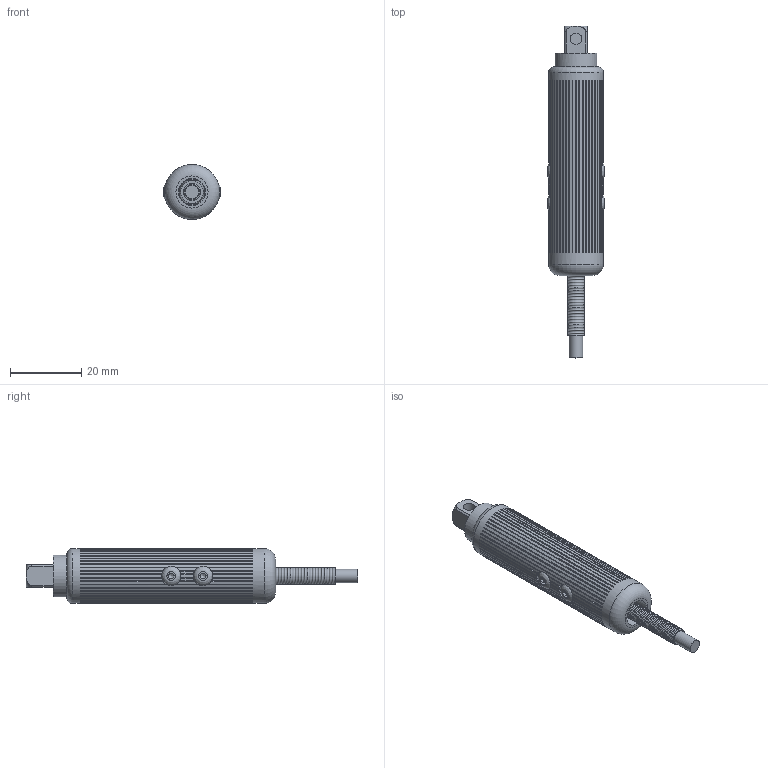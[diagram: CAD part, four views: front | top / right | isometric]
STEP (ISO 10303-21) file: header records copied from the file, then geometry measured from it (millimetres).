
FILE_DESCRIPTION(/* description */ ('TAT200'),/* implementation_level */ '2;1');
FILE_NAME(/* name */ 'TAT200.stp',/* time_stamp */ '2016-02-26T11:10:08-08:00',/* author */ ('J. Ruiz'),/* organization */ ('FUTEK'),/* preprocessor_version */ 'ST-DEVELOPER v15.6',/* originating_system */ 'Autodesk Inventor 2015',/* authorisation */ '');
FILE_SCHEMA (('AUTOMOTIVE_DESIGN { 1 0 10303 214 3 1 1 }'));
Length unit declared in the file: inch
Products named in the file (1): FI1141-A
Bounding box: 15.82 x 92.92 x 15.37 mm (x, y, z)
Volume: 10220.7 mm3; surface area: 9947.3 mm2
Topology: 1 solids, 7 shells, 806 faces, 2127 edges, 1399 vertices
Faces by surface type: plane 511, cylinder 101, bspline 101, torus 67, cone 26
Full cylindrical faces by diameter (mm): 2.385 x4, 2.845 x8, 3.048 x1, 3.175 x5, 3.264 x1, 3.302 x1, 3.81 x1, 4.064 x1, 4.166 x1, 4.801 x1, 5.207 x1, 5.334 x1, 5.461 x4, 5.715 x1, 5.791 x1, 7.061 x1, 7.671 x1, 10.922 x1, 11.684 x1, 12.192 x1, 12.319 x1, 15.367 x1
Entity records: 27295 total; most frequent: CARTESIAN_POINT 7700, ORIENTED_EDGE 3890, DIRECTION 3633, EDGE_CURVE 1945, VERTEX_POINT 1348, AXIS2_PLACEMENT_3D 1308, EDGE_LOOP 1043, LINE 1017
